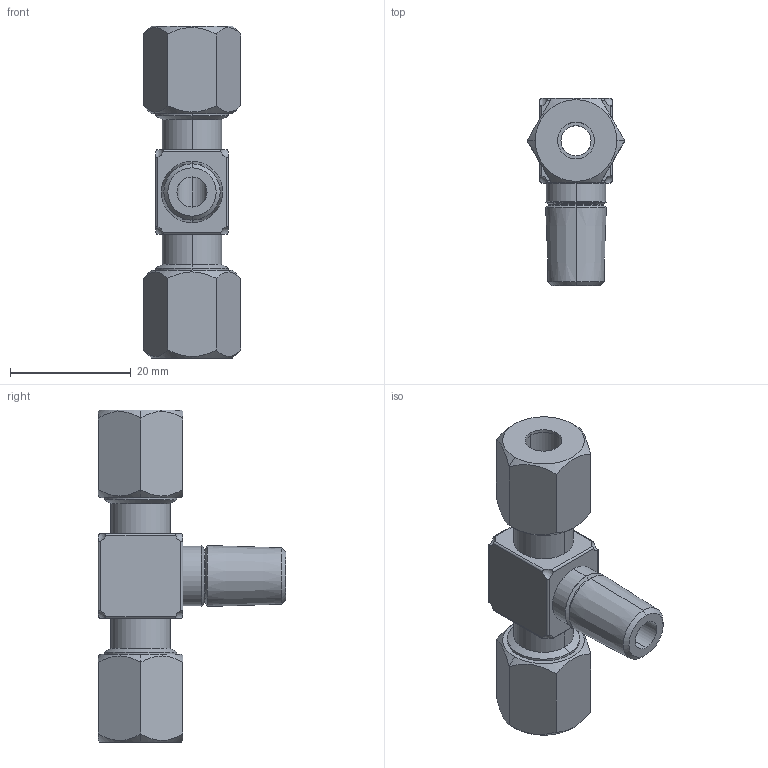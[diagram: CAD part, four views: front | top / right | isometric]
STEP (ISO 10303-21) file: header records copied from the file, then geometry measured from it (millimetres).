
FILE_DESCRIPTION (( 'STEP AP203' ), '1' );
FILE_NAME ('11-1326-01_outokumpu.step', '2015-08-10T12:06:48', ( '' ), ( '' ), 'SwSTEP 2.0', 'SolidWorks 2008', '' );
FILE_SCHEMA (( 'CONFIG_CONTROL_DESIGN' ));
Length unit declared in the file: millimetre
Products named in the file (4): nipple-13-666-431_outokumpu_nipple-13-666-431_outokumpu; nut-13-222-002_outokumpu_nut-13-222-002_outokumpu; 11-1326-01_outokumpu; bite-ring-13-111-002_outokumpu_bite-ring-13-111-002_outokumpu
Assembly tree (5 placements, depth 2):
  11-1326-01_outokumpu
    bite-ring-13-111-002_outokumpu_bite-ring-13-111-002_outokumpu  x2
    nut-13-222-002_outokumpu_nut-13-222-002_outokumpu  x2
    nipple-13-666-431_outokumpu_nipple-13-666-431_outokumpu
Bounding box: 16.17 x 31 x 55 mm (x, y, z)
Volume: 6861.6 mm3; surface area: 6977.6 mm2
Topology: 5 solids, 5 shells, 135 faces, 305 edges, 184 vertices
Faces by surface type: cylinder 50, cone 42, plane 31, sphere 8, torus 4
Entity records: 3643 total; most frequent: CARTESIAN_POINT 780, DIRECTION 537, ORIENTED_EDGE 482, EDGE_CURVE 241, AXIS2_PLACEMENT_3D 223, VERTEX_POINT 146, EDGE_LOOP 117, CIRCLE 110
